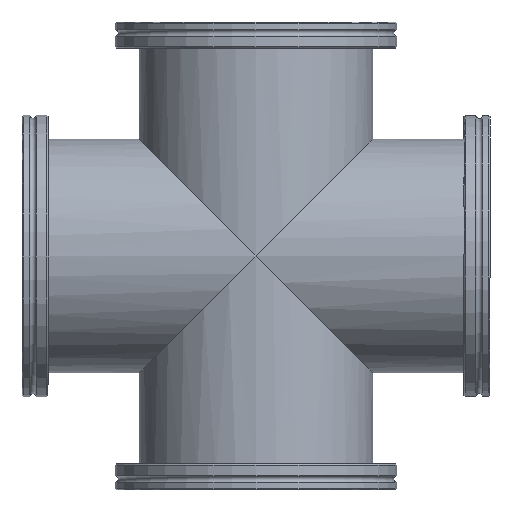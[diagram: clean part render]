
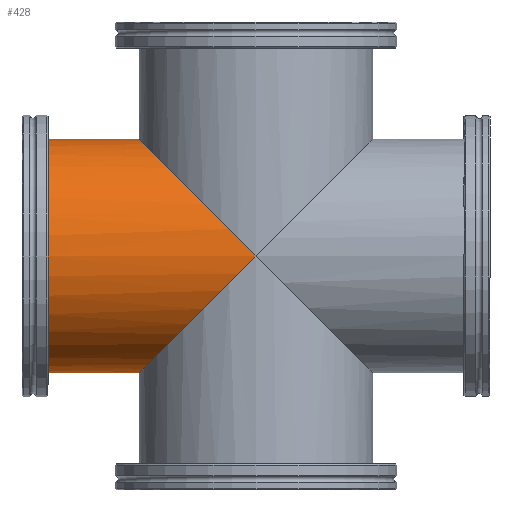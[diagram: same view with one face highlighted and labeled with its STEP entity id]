
A CAD part, left-side view. The second image highlights one B-rep face of the part: STEP entity #428.
In plain terms, the highlighted cylindrical face has radius 54 mm (diameter 108 mm), a full revolution.
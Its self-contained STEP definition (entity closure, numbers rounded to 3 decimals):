
#66=CIRCLE('',#522,54.);
#107=CYLINDRICAL_SURFACE('',#521,54.);
#118=FACE_OUTER_BOUND('',#143,.T.);
#143=EDGE_LOOP('',(#313,#314,#315,#316,#317));
#175=LINE('',#788,#188);
#188=VECTOR('',#619,54.);
#199=ELLIPSE('',#515,76.368,54.);
#201=ELLIPSE('',#518,76.368,54.);
#204=VERTEX_POINT('',#773);
#205=VERTEX_POINT('',#775);
#207=VERTEX_POINT('',#786);
#244=EDGE_CURVE('',#205,#204,#199,.T.);
#247=EDGE_CURVE('',#204,#205,#201,.T.);
#250=EDGE_CURVE('',#207,#207,#66,.T.);
#251=EDGE_CURVE('',#207,#204,#175,.T.);
#313=ORIENTED_EDGE('',*,*,#250,.F.);
#314=ORIENTED_EDGE('',*,*,#251,.T.);
#315=ORIENTED_EDGE('',*,*,#247,.T.);
#316=ORIENTED_EDGE('',*,*,#244,.T.);
#317=ORIENTED_EDGE('',*,*,#251,.F.);
#428=ADVANCED_FACE('',(#118),#107,.T.);
#515=AXIS2_PLACEMENT_3D('',#776,#601,#602);
#518=AXIS2_PLACEMENT_3D('',#780,#608,#609);
#521=AXIS2_PLACEMENT_3D('',#785,#615,#616);
#522=AXIS2_PLACEMENT_3D('',#787,#617,#618);
#601=DIRECTION('center_axis',(0.,0.707,0.707));
#602=DIRECTION('ref_axis',(0.,-0.707,0.707));
#608=DIRECTION('center_axis',(0.,-0.707,0.707));
#609=DIRECTION('ref_axis',(0.,-0.707,-0.707));
#615=DIRECTION('center_axis',(0.,0.,1.));
#616=DIRECTION('ref_axis',(-1.,0.,0.));
#617=DIRECTION('center_axis',(0.,0.,1.));
#618=DIRECTION('ref_axis',(-1.,0.,0.));
#619=DIRECTION('',(0.,0.,-1.));
#773=CARTESIAN_POINT('',(54.,0.,0.));
#775=CARTESIAN_POINT('',(-54.,0.,0.));
#776=CARTESIAN_POINT('Origin',(0.,0.,0.));
#780=CARTESIAN_POINT('Origin',(0.,0.,0.));
#785=CARTESIAN_POINT('Origin',(0.,0.,0.));
#786=CARTESIAN_POINT('',(54.,0.,101.4));
#787=CARTESIAN_POINT('Origin',(0.,0.,101.4));
#788=CARTESIAN_POINT('',(54.,0.,0.));
